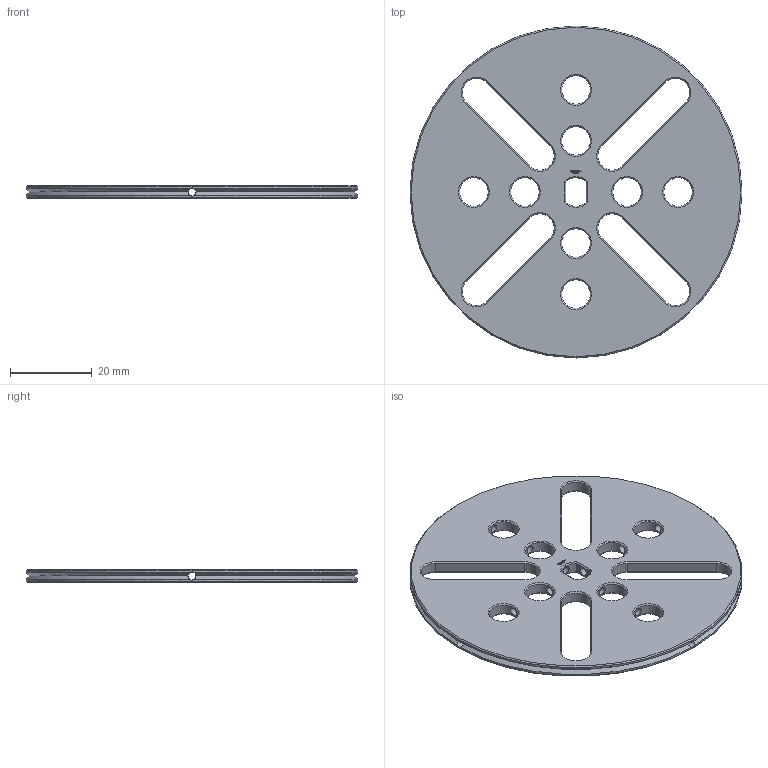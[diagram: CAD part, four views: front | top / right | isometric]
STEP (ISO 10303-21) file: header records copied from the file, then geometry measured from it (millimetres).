
FILE_DESCRIPTION(('FreeCAD Model'),'2;1');
FILE_NAME('Open CASCADE Shape Model','2023-11-14T00:20:32',(''),(''), 'Open CASCADE STEP processor 7.6','FreeCAD','Unknown');
FILE_SCHEMA(('AUTOMOTIVE_DESIGN { 1 0 10303 214 1 1 1 1 }'));
Length unit declared in the file: millimetre
Products named in the file (1): Washer FXD OCT BU06.50x00.25 - SPN-WSR-0023 (stemfie.org)
Bounding box: 81.25 x 81.25 x 3.12 mm (x, y, z)
Volume: 12193.9 mm3; surface area: 10899.9 mm2
Topology: 1 solids, 1 shells, 611 faces, 1713 edges, 1123 vertices
Faces by surface type: plane 341, extrusion 192, cone 46, cylinder 32
Full cylindrical faces by diameter (mm): 2 x12, 7 x8, 81.25 x2
Entity records: 45710 total; most frequent: CARTESIAN_POINT 12968, DIRECTION 5264, VECTOR 4214, LINE 4022, ORIENTED_EDGE 3426, PCURVE 3426, DEFINITIONAL_REPRESENTATION 3426, EDGE_CURVE 1713
